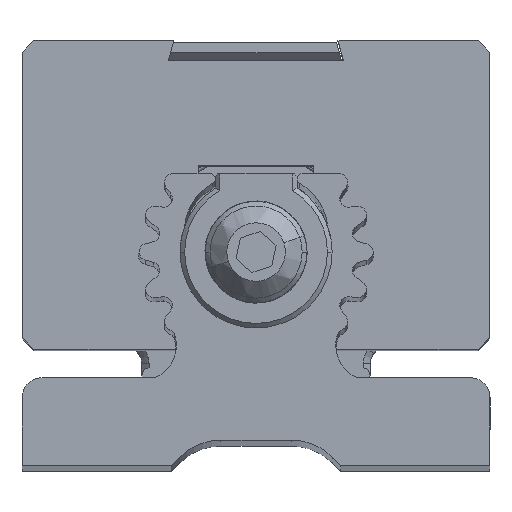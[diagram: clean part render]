
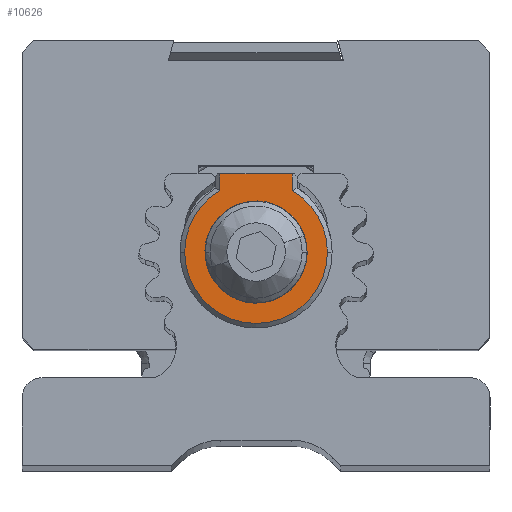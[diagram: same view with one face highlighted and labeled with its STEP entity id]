
A CAD part, top view. The second image highlights one B-rep face of the part: STEP entity #10626.
In plain terms, the highlighted planar face has unit normal (0, 0, 1).
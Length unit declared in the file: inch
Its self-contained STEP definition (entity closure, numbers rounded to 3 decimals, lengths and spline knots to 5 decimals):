
#298 = DIRECTION ( 'NONE',  ( 1., 0., 0. ) ) ;
#339 = LINE ( 'NONE', #10764, #23551 ) ;
#998 = FACE_OUTER_BOUND ( 'NONE', #19946, .T. ) ;
#1258 = EDGE_CURVE ( 'NONE', #5956, #4528, #9388, .T. ) ;
#1357 = VERTEX_POINT ( 'NONE', #17605 ) ;
#1861 = AXIS2_PLACEMENT_3D ( 'NONE', #28172, #30241, #25122 ) ;
#2099 = CARTESIAN_POINT ( 'NONE',  ( -0.00021, 0., 0. ) ) ;
#2298 = VERTEX_POINT ( 'NONE', #2387 ) ;
#2387 = CARTESIAN_POINT ( 'NONE',  ( -0.15533, 0.2626, 0. ) ) ;
#3343 = VERTEX_POINT ( 'NONE', #31421 ) ;
#3434 = AXIS2_PLACEMENT_3D ( 'NONE', #2099, #9950, #25832 ) ;
#4067 = CARTESIAN_POINT ( 'NONE',  ( -0.00021, 0.00058, 0. ) ) ;
#4528 = VERTEX_POINT ( 'NONE', #7341 ) ;
#5680 = EDGE_CURVE ( 'NONE', #3343, #7521, #28535, .T. ) ;
#5956 = VERTEX_POINT ( 'NONE', #10044 ) ;
#6312 = PLANE ( 'NONE',  #33046 ) ;
#6507 = CARTESIAN_POINT ( 'NONE',  ( 0.15501, 0.00058, 0. ) ) ;
#6905 = ORIENTED_EDGE ( 'NONE', *, *, #1258, .T. ) ;
#7341 = CARTESIAN_POINT ( 'NONE',  ( 0.15501, 0.33425, 0. ) ) ;
#7521 = VERTEX_POINT ( 'NONE', #33011 ) ;
#8613 = AXIS2_PLACEMENT_3D ( 'NONE', #26598, #26102, #298 ) ;
#8713 = ORIENTED_EDGE ( 'NONE', *, *, #19330, .T. ) ;
#9382 = LINE ( 'NONE', #32905, #31152 ) ;
#9388 = LINE ( 'NONE', #6507, #13403 ) ;
#9950 = DIRECTION ( 'NONE',  ( 0., 0., -1. ) ) ;
#10044 = CARTESIAN_POINT ( 'NONE',  ( 0.15501, 0.26255, 0. ) ) ;
#10626 = ADVANCED_FACE ( 'NONE', ( #19151, #998 ), #6312, .T. ) ;
#10717 = EDGE_CURVE ( 'NONE', #5956, #15468, #19553, .T. ) ;
#10764 = CARTESIAN_POINT ( 'NONE',  ( -0.15533, 0.00058, 0. ) ) ;
#11941 = DIRECTION ( 'NONE',  ( 0., 1., 0. ) ) ;
#12158 = ORIENTED_EDGE ( 'NONE', *, *, #5680, .T. ) ;
#13110 = VERTEX_POINT ( 'NONE', #15075 ) ;
#13403 = VECTOR ( 'NONE', #11941, 39.37008 ) ;
#13810 = ORIENTED_EDGE ( 'NONE', *, *, #10717, .F. ) ;
#13876 = ORIENTED_EDGE ( 'NONE', *, *, #25146, .F. ) ;
#14573 = CIRCLE ( 'NONE', #20052, 0.305 ) ;
#14833 = DIRECTION ( 'NONE',  ( 0., 0., -1. ) ) ;
#14995 = DIRECTION ( 'NONE',  ( -1., 0., 0. ) ) ;
#15075 = CARTESIAN_POINT ( 'NONE',  ( -0.15533, 0.33425, 0. ) ) ;
#15468 = VERTEX_POINT ( 'NONE', #16922 ) ;
#15882 = ORIENTED_EDGE ( 'NONE', *, *, #27255, .F. ) ;
#16382 = EDGE_CURVE ( 'NONE', #7521, #3343, #26095, .T. ) ;
#16743 = DIRECTION ( 'NONE',  ( 1., 0., 0. ) ) ;
#16798 = AXIS2_PLACEMENT_3D ( 'NONE', #19827, #14833, #14995 ) ;
#16922 = CARTESIAN_POINT ( 'NONE',  ( 0.30479, 0., 0. ) ) ;
#17605 = CARTESIAN_POINT ( 'NONE',  ( -0.30521, 0., 0. ) ) ;
#19151 = FACE_BOUND ( 'NONE', #28458, .T. ) ;
#19330 = EDGE_CURVE ( 'NONE', #13110, #2298, #339, .T. ) ;
#19434 = EDGE_CURVE ( 'NONE', #4528, #13110, #9382, .T. ) ;
#19553 = CIRCLE ( 'NONE', #16798, 0.305 ) ;
#19827 = CARTESIAN_POINT ( 'NONE',  ( -0.00021, 0., 0. ) ) ;
#19946 = EDGE_LOOP ( 'NONE', ( #8713, #13876, #15882, #13810, #6905, #24661 ) ) ;
#20052 = AXIS2_PLACEMENT_3D ( 'NONE', #24887, #30181, #30329 ) ;
#22068 = CIRCLE ( 'NONE', #1861, 0.305 ) ;
#23551 = VECTOR ( 'NONE', #26822, 39.37008 ) ;
#24661 = ORIENTED_EDGE ( 'NONE', *, *, #19434, .T. ) ;
#24887 = CARTESIAN_POINT ( 'NONE',  ( -0.00021, 0., 0. ) ) ;
#25122 = DIRECTION ( 'NONE',  ( -1., 0., 0. ) ) ;
#25146 = EDGE_CURVE ( 'NONE', #1357, #2298, #22068, .T. ) ;
#25832 = DIRECTION ( 'NONE',  ( 1., 0., 0. ) ) ;
#26095 = CIRCLE ( 'NONE', #8613, 0.21685 ) ;
#26102 = DIRECTION ( 'NONE',  ( 0., 0., -1. ) ) ;
#26598 = CARTESIAN_POINT ( 'NONE',  ( -0.00021, 0., 0. ) ) ;
#26620 = ORIENTED_EDGE ( 'NONE', *, *, #16382, .T. ) ;
#26822 = DIRECTION ( 'NONE',  ( 0., -1., 0. ) ) ;
#27255 = EDGE_CURVE ( 'NONE', #15468, #1357, #14573, .T. ) ;
#27489 = DIRECTION ( 'NONE',  ( -1., 0., 0. ) ) ;
#28172 = CARTESIAN_POINT ( 'NONE',  ( -0.00021, 0., 0. ) ) ;
#28458 = EDGE_LOOP ( 'NONE', ( #26620, #12158 ) ) ;
#28535 = CIRCLE ( 'NONE', #3434, 0.21685 ) ;
#29527 = DIRECTION ( 'NONE',  ( 0., 0., 1. ) ) ;
#30181 = DIRECTION ( 'NONE',  ( 0., 0., -1. ) ) ;
#30241 = DIRECTION ( 'NONE',  ( 0., 0., -1. ) ) ;
#30329 = DIRECTION ( 'NONE',  ( -1., 0., 0. ) ) ;
#31152 = VECTOR ( 'NONE', #27489, 39.37008 ) ;
#31421 = CARTESIAN_POINT ( 'NONE',  ( -0.21707, 0., 0. ) ) ;
#32905 = CARTESIAN_POINT ( 'NONE',  ( -0.00021, 0.33425, 0. ) ) ;
#33011 = CARTESIAN_POINT ( 'NONE',  ( 0.21664, 0., 0. ) ) ;
#33046 = AXIS2_PLACEMENT_3D ( 'NONE', #4067, #29527, #16743 ) ;
